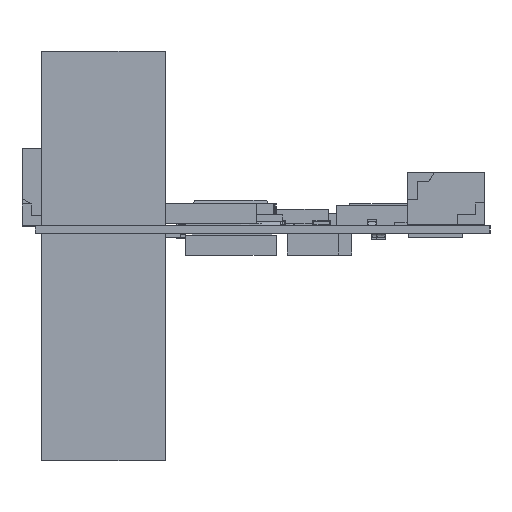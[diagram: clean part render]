
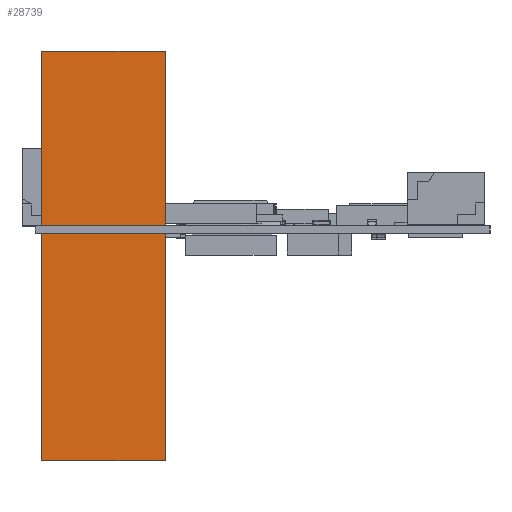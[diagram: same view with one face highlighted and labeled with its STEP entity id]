
A CAD part, left-side view. The second image highlights one B-rep face of the part: STEP entity #28739.
In plain terms, the highlighted planar face has unit normal (-1, 0, 0).
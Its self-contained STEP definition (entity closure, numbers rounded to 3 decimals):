
#28714 = VERTEX_POINT('',#28715);
#28715 = CARTESIAN_POINT('',(-3.4,3.4,22.5));
#28721 = EDGE_CURVE('',#28722,#28714,#28724,.T.);
#28722 = VERTEX_POINT('',#28723);
#28723 = CARTESIAN_POINT('',(-3.4,3.4,0.));
#28724 = LINE('',#28725,#28726);
#28725 = CARTESIAN_POINT('',(-3.4,3.4,0.));
#28726 = VECTOR('',#28727,1.);
#28727 = DIRECTION('',(0.,0.,1.));
#28739 = ADVANCED_FACE('',(#28740),#28765,.F.);
#28740 = FACE_BOUND('',#28741,.F.);
#28741 = EDGE_LOOP('',(#28742,#28743,#28751,#28759));
#28742 = ORIENTED_EDGE('',*,*,#28721,.T.);
#28743 = ORIENTED_EDGE('',*,*,#28744,.T.);
#28744 = EDGE_CURVE('',#28714,#28745,#28747,.T.);
#28745 = VERTEX_POINT('',#28746);
#28746 = CARTESIAN_POINT('',(-3.4,-3.4,22.5));
#28747 = LINE('',#28748,#28749);
#28748 = CARTESIAN_POINT('',(-3.4,3.4,22.5));
#28749 = VECTOR('',#28750,1.);
#28750 = DIRECTION('',(0.,-1.,0.));
#28751 = ORIENTED_EDGE('',*,*,#28752,.F.);
#28752 = EDGE_CURVE('',#28753,#28745,#28755,.T.);
#28753 = VERTEX_POINT('',#28754);
#28754 = CARTESIAN_POINT('',(-3.4,-3.4,0.));
#28755 = LINE('',#28756,#28757);
#28756 = CARTESIAN_POINT('',(-3.4,-3.4,0.));
#28757 = VECTOR('',#28758,1.);
#28758 = DIRECTION('',(0.,0.,1.));
#28759 = ORIENTED_EDGE('',*,*,#28760,.F.);
#28760 = EDGE_CURVE('',#28722,#28753,#28761,.T.);
#28761 = LINE('',#28762,#28763);
#28762 = CARTESIAN_POINT('',(-3.4,3.4,0.));
#28763 = VECTOR('',#28764,1.);
#28764 = DIRECTION('',(0.,-1.,0.));
#28765 = PLANE('',#28766);
#28766 = AXIS2_PLACEMENT_3D('',#28767,#28768,#28769);
#28767 = CARTESIAN_POINT('',(-3.4,3.4,0.));
#28768 = DIRECTION('',(1.,0.,-0.));
#28769 = DIRECTION('',(0.,-1.,0.));
